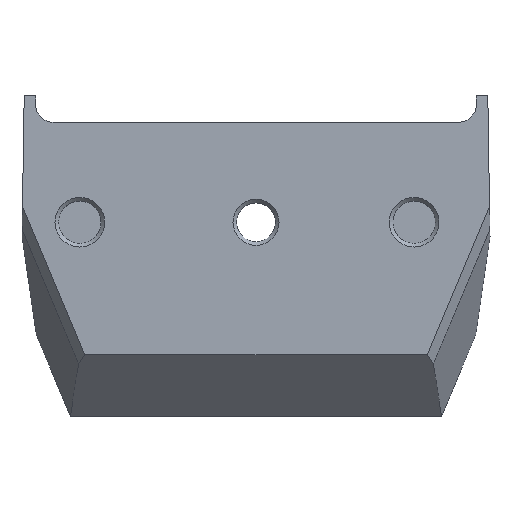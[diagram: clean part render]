
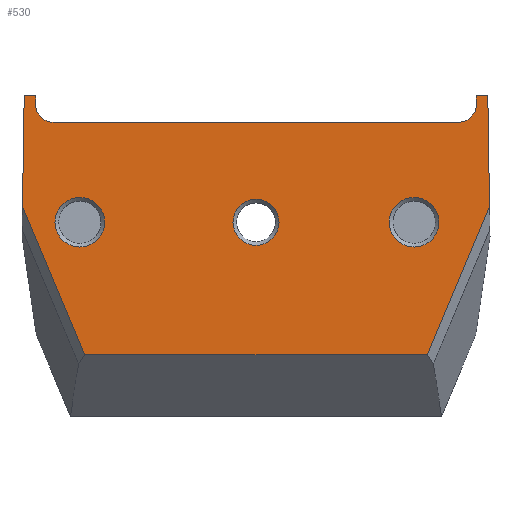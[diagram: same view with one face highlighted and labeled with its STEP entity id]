
A CAD part, top view. The second image highlights one B-rep face of the part: STEP entity #530.
In plain terms, the highlighted planar face has unit normal (0, 0, 1).
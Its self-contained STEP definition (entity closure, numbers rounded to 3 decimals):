
#22=FACE_BOUND('',#87,.T.);
#23=FACE_BOUND('',#88,.T.);
#24=FACE_BOUND('',#89,.T.);
#28=ELLIPSE('',#580,2.071,2.);
#29=ELLIPSE('',#581,2.071,2.);
#32=PLANE('',#579);
#53=FACE_OUTER_BOUND('',#86,.T.);
#86=EDGE_LOOP('',(#377,#378,#379,#380,#381,#382,#383,#384,#385,#386,#387,
#388));
#87=EDGE_LOOP('',(#389));
#88=EDGE_LOOP('',(#390));
#89=EDGE_LOOP('',(#391));
#125=LINE('',#796,#180);
#126=LINE('',#800,#181);
#127=LINE('',#802,#182);
#128=LINE('',#804,#183);
#129=LINE('',#806,#184);
#130=LINE('',#808,#185);
#131=LINE('',#810,#186);
#132=LINE('',#812,#187);
#133=LINE('',#814,#188);
#134=LINE('',#816,#189);
#180=VECTOR('',#638,10.);
#181=VECTOR('',#641,10.);
#182=VECTOR('',#642,10.);
#183=VECTOR('',#643,10.);
#184=VECTOR('',#644,10.);
#185=VECTOR('',#645,10.);
#186=VECTOR('',#646,10.);
#187=VECTOR('',#647,10.);
#188=VECTOR('',#648,10.);
#189=VECTOR('',#649,10.);
#234=CIRCLE('',#577,2.75);
#236=CIRCLE('',#582,2.75);
#237=CIRCLE('',#583,2.55);
#250=VERTEX_POINT('',#788);
#252=VERTEX_POINT('',#794);
#253=VERTEX_POINT('',#795);
#254=VERTEX_POINT('',#797);
#255=VERTEX_POINT('',#799);
#256=VERTEX_POINT('',#801);
#257=VERTEX_POINT('',#803);
#258=VERTEX_POINT('',#805);
#259=VERTEX_POINT('',#807);
#260=VERTEX_POINT('',#809);
#261=VERTEX_POINT('',#811);
#262=VERTEX_POINT('',#813);
#263=VERTEX_POINT('',#815);
#264=VERTEX_POINT('',#818);
#265=VERTEX_POINT('',#820);
#298=EDGE_CURVE('',#250,#250,#234,.T.);
#301=EDGE_CURVE('',#252,#253,#125,.T.);
#302=EDGE_CURVE('',#254,#252,#28,.T.);
#303=EDGE_CURVE('',#255,#254,#126,.T.);
#304=EDGE_CURVE('',#256,#255,#127,.T.);
#305=EDGE_CURVE('',#257,#256,#128,.T.);
#306=EDGE_CURVE('',#258,#257,#129,.T.);
#307=EDGE_CURVE('',#259,#258,#130,.T.);
#308=EDGE_CURVE('',#260,#259,#131,.T.);
#309=EDGE_CURVE('',#261,#260,#132,.T.);
#310=EDGE_CURVE('',#262,#261,#133,.T.);
#311=EDGE_CURVE('',#263,#262,#134,.T.);
#312=EDGE_CURVE('',#253,#263,#29,.T.);
#313=EDGE_CURVE('',#264,#264,#236,.T.);
#314=EDGE_CURVE('',#265,#265,#237,.T.);
#377=ORIENTED_EDGE('',*,*,#301,.F.);
#378=ORIENTED_EDGE('',*,*,#302,.F.);
#379=ORIENTED_EDGE('',*,*,#303,.F.);
#380=ORIENTED_EDGE('',*,*,#304,.F.);
#381=ORIENTED_EDGE('',*,*,#305,.F.);
#382=ORIENTED_EDGE('',*,*,#306,.F.);
#383=ORIENTED_EDGE('',*,*,#307,.F.);
#384=ORIENTED_EDGE('',*,*,#308,.F.);
#385=ORIENTED_EDGE('',*,*,#309,.F.);
#386=ORIENTED_EDGE('',*,*,#310,.F.);
#387=ORIENTED_EDGE('',*,*,#311,.F.);
#388=ORIENTED_EDGE('',*,*,#312,.F.);
#389=ORIENTED_EDGE('',*,*,#313,.F.);
#390=ORIENTED_EDGE('',*,*,#314,.F.);
#391=ORIENTED_EDGE('',*,*,#298,.F.);
#530=ADVANCED_FACE('',(#53,#22,#23,#24),#32,.T.);
#577=AXIS2_PLACEMENT_3D('',#789,#631,#632);
#579=AXIS2_PLACEMENT_3D('',#793,#636,#637);
#580=AXIS2_PLACEMENT_3D('',#798,#639,#640);
#581=AXIS2_PLACEMENT_3D('',#817,#650,#651);
#582=AXIS2_PLACEMENT_3D('',#819,#652,#653);
#583=AXIS2_PLACEMENT_3D('',#821,#654,#655);
#631=DIRECTION('center_axis',(0.,0.,
1.));
#632=DIRECTION('ref_axis',(-1.,0.,0.));
#636=DIRECTION('center_axis',(0.,0.,
1.));
#637=DIRECTION('ref_axis',(0.,1.,0.));
#638=DIRECTION('',(1.,0.,0.));
#639=DIRECTION('center_axis',(0.,0.,
1.));
#640=DIRECTION('ref_axis',(-1.,0.,0.));
#641=DIRECTION('',(0.,-1.,0.));
#642=DIRECTION('',(1.,0.,0.));
#643=DIRECTION('',(0.016,1.,0.));
#644=DIRECTION('',(-0.387,0.922,0.));
#645=DIRECTION('',(-1.,0.,0.));
#646=DIRECTION('',(-0.387,-0.922,0.));
#647=DIRECTION('',(0.016,-1.,0.));
#648=DIRECTION('',(1.,0.,0.));
#649=DIRECTION('',(0.,1.,0.));
#650=DIRECTION('center_axis',(0.,0.,
1.));
#651=DIRECTION('ref_axis',(-1.,0.,0.));
#652=DIRECTION('center_axis',(0.,0.,
1.));
#653=DIRECTION('ref_axis',(-1.,0.,0.));
#654=DIRECTION('center_axis',(0.,0.,
1.));
#655=DIRECTION('ref_axis',(-1.,0.,0.));
#788=CARTESIAN_POINT('',(20.249,2.213,42.3));
#789=CARTESIAN_POINT('Origin',(17.499,2.213,42.3));
#793=CARTESIAN_POINT('Origin',(0.,1.38,42.3));
#794=CARTESIAN_POINT('',(-22.328,13.25,42.3));
#795=CARTESIAN_POINT('',(22.328,13.25,42.3));
#796=CARTESIAN_POINT('',(11.164,13.25,42.3));
#797=CARTESIAN_POINT('',(-24.399,15.25,42.3));
#798=CARTESIAN_POINT('Origin',(-22.328,15.25,42.3));
#799=CARTESIAN_POINT('',(-24.399,16.2,42.3));
#800=CARTESIAN_POINT('',(-24.399,8.315,42.3));
#801=CARTESIAN_POINT('',(-25.658,16.2,42.3));
#802=CARTESIAN_POINT('',(-12.199,16.2,42.3));
#803=CARTESIAN_POINT('',(-25.848,3.944,42.3));
#804=CARTESIAN_POINT('',(-25.77,8.991,42.3));
#805=CARTESIAN_POINT('',(-18.962,-12.44,42.3));
#806=CARTESIAN_POINT('',(-23.008,-2.813,42.3));
#807=CARTESIAN_POINT('',(18.962,-12.44,42.3));
#808=CARTESIAN_POINT('',(-9.813,-12.44,42.3));
#809=CARTESIAN_POINT('',(25.848,3.944,42.3));
#810=CARTESIAN_POINT('',(19.878,-10.26,42.3));
#811=CARTESIAN_POINT('',(25.658,16.2,42.3));
#812=CARTESIAN_POINT('',(25.884,1.618,42.3));
#813=CARTESIAN_POINT('',(24.399,16.2,42.3));
#814=CARTESIAN_POINT('',(12.829,16.2,42.3));
#815=CARTESIAN_POINT('',(24.399,15.25,42.3));
#816=CARTESIAN_POINT('',(24.399,8.79,42.3));
#817=CARTESIAN_POINT('Origin',(22.328,15.25,42.3));
#818=CARTESIAN_POINT('',(-16.751,2.213,42.3));
#819=CARTESIAN_POINT('Origin',(-19.501,2.213,42.3));
#820=CARTESIAN_POINT('',(2.55,2.21,42.3));
#821=CARTESIAN_POINT('Origin',(0.,2.21,42.3));
